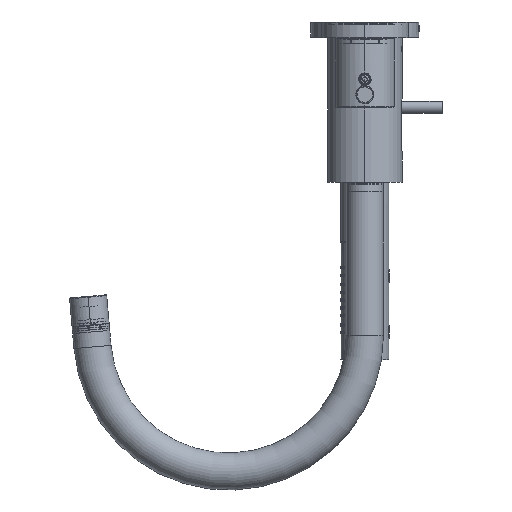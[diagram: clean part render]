
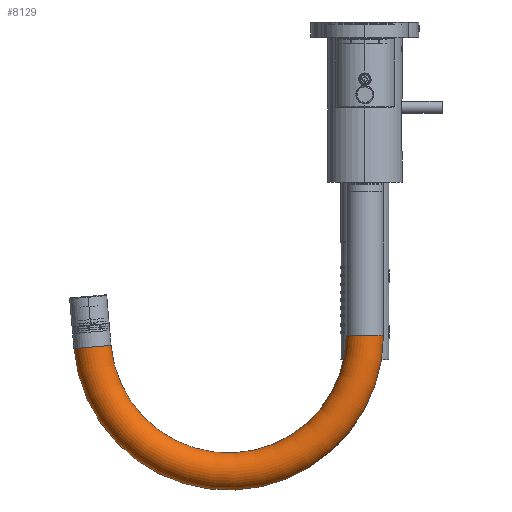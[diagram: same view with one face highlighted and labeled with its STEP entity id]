
A CAD part, left-side view. The second image highlights one B-rep face of the part: STEP entity #8129.
In plain terms, the highlighted toroidal (fillet/blend) face has major radius 88 mm and minor radius 12 mm.
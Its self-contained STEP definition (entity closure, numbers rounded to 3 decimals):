
#7858=CARTESIAN_POINT('',(0.,0.,0.));
#7859=DIRECTION('',(0.,0.,-1.));
#7860=DIRECTION('',(-1.,0.,0.));
#7861=AXIS2_PLACEMENT_3D('',#7858,#7859,#7860);
#7863=CARTESIAN_POINT('',(87.665,7.67,0.));
#7864=DIRECTION('',(0.087,-0.996,0.));
#7865=DIRECTION('',(0.996,0.087,0.));
#7866=AXIS2_PLACEMENT_3D('',#7863,#7864,#7865);
#7868=CARTESIAN_POINT('',(-88.,0.,0.));
#7869=DIRECTION('',(0.,-1.,0.));
#7870=DIRECTION('',(1.,0.,0.));
#7871=AXIS2_PLACEMENT_3D('',#7868,#7869,#7870);
#7873=CARTESIAN_POINT('',(0.,0.,0.));
#7874=DIRECTION('',(0.,0.,-1.));
#7875=DIRECTION('',(-1.,0.,0.));
#7876=AXIS2_PLACEMENT_3D('',#7873,#7874,#7875);
#8016=CARTESIAN_POINT('',(75.711,6.624,0.));
#8017=VERTEX_POINT('',#8016);
#8018=CARTESIAN_POINT('',(99.619,8.716,0.));
#8019=VERTEX_POINT('',#8018);
#8020=CARTESIAN_POINT('',(-100.,0.,0.));
#8021=VERTEX_POINT('',#8020);
#8022=CARTESIAN_POINT('',(-76.,0.,0.));
#8023=VERTEX_POINT('',#8022);
#8117=CARTESIAN_POINT('',(0.,0.,0.));
#8118=DIRECTION('',(0.,0.,1.));
#8119=DIRECTION('',(-0.996,-0.087,0.));
#8120=AXIS2_PLACEMENT_3D('',#8117,#8118,#8119);
#8121=TOROIDAL_SURFACE('',#8120,88.,12.);
#8122=ORIENTED_EDGE('',*,*,#8082,.T.);
#8123=ORIENTED_EDGE('',*,*,#8112,.F.);
#8125=ORIENTED_EDGE('',*,*,#8124,.T.);
#8126=ORIENTED_EDGE('',*,*,#8108,.T.);
#8127=EDGE_LOOP('',(#8122,#8123,#8125,#8126));
#8128=FACE_OUTER_BOUND('',#8127,.F.);
#8129=ADVANCED_FACE('',(#8128),#8121,.T.);
#7862=CIRCLE('',#7861,76.);
#7867=CIRCLE('',#7866,12.);
#7872=CIRCLE('',#7871,12.);
#7877=CIRCLE('',#7876,100.);
#8082=EDGE_CURVE('',#8019,#8017,#7867,.T.);
#8108=EDGE_CURVE('',#8021,#8019,#7877,.T.);
#8112=EDGE_CURVE('',#8023,#8017,#7862,.T.);
#8124=EDGE_CURVE('',#8023,#8021,#7872,.T.);
